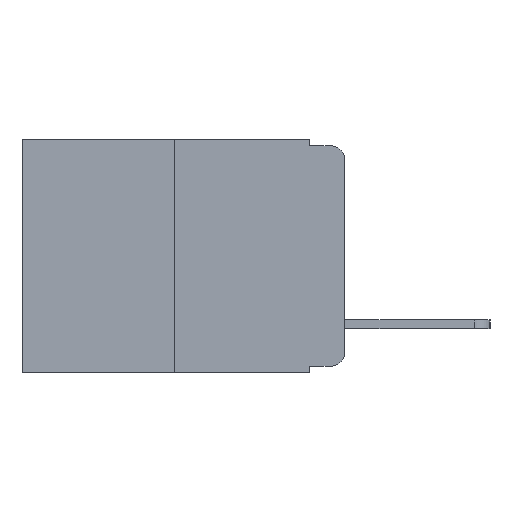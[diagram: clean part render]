
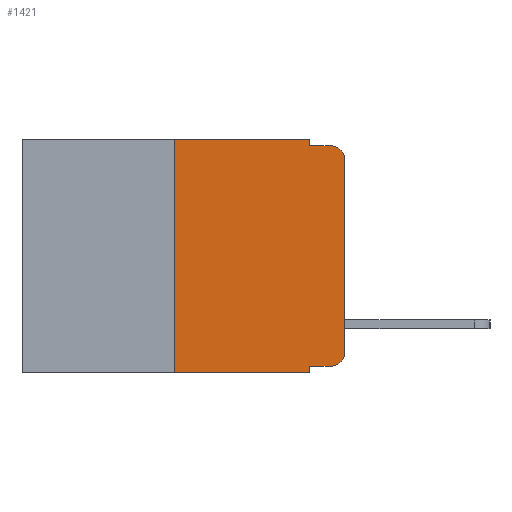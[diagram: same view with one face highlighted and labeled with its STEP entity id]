
A CAD part, left-side view. The second image highlights one B-rep face of the part: STEP entity #1421.
In plain terms, the highlighted planar face has unit normal (-1, 0, 0).
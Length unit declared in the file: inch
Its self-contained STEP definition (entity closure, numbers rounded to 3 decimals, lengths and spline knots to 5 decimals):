
#330 = LINE ( 'NONE', #10624, #8979 ) ;
#751 = VECTOR ( 'NONE', #11383, 39.37008 ) ;
#872 = CARTESIAN_POINT ( 'NONE',  ( 0., 0.051, 0. ) ) ;
#1096 = CARTESIAN_POINT ( 'NONE',  ( 0., 0., -0.313 ) ) ;
#1154 = LINE ( 'NONE', #14134, #12492 ) ;
#1247 = CARTESIAN_POINT ( 'NONE',  ( 0., 0.02, -0.333 ) ) ;
#1374 = CARTESIAN_POINT ( 'NONE',  ( 0., 0.25, 0. ) ) ;
#1421 = ADVANCED_FACE ( 'NONE', ( #7818 ), #11443, .F. ) ;
#1519 = AXIS2_PLACEMENT_3D ( 'NONE', #11522, #7908, #7895 ) ;
#1590 = CIRCLE ( 'NONE', #5525, 0.02 ) ;
#1678 = EDGE_LOOP ( 'NONE', ( #4430, #7325, #7670, #13303, #10921, #5829, #8682, #11552, #9031, #11855 ) ) ;
#1921 = LINE ( 'NONE', #10989, #13095 ) ;
#1948 = VECTOR ( 'NONE', #9101, 39.37008 ) ;
#2744 = EDGE_CURVE ( 'NONE', #14102, #9005, #1921, .T. ) ;
#2812 = DIRECTION ( 'NONE',  ( 0., 0., -1. ) ) ;
#2838 = VERTEX_POINT ( 'NONE', #1096 ) ;
#2893 = CARTESIAN_POINT ( 'NONE',  ( 0., 0.051, -0.01 ) ) ;
#3546 = EDGE_CURVE ( 'NONE', #10412, #10993, #4233, .T. ) ;
#3848 = DIRECTION ( 'NONE',  ( 0., -1., 0. ) ) ;
#3869 = VECTOR ( 'NONE', #10933, 39.37008 ) ;
#3900 = EDGE_CURVE ( 'NONE', #2838, #5205, #7461, .T. ) ;
#3920 = EDGE_CURVE ( 'NONE', #5205, #7566, #1590, .T. ) ;
#3924 = DIRECTION ( 'NONE',  ( -1., 0., 0. ) ) ;
#3935 = EDGE_CURVE ( 'NONE', #10032, #7566, #1154, .T. ) ;
#3953 = EDGE_CURVE ( 'NONE', #9005, #10032, #12159, .T. ) ;
#3957 = EDGE_CURVE ( 'NONE', #10412, #14102, #12813, .T. ) ;
#3979 = EDGE_CURVE ( 'NONE', #13579, #10993, #330, .T. ) ;
#3982 = EDGE_CURVE ( 'NONE', #13579, #4366, #11815, .T. ) ;
#4005 = EDGE_CURVE ( 'NONE', #4366, #2838, #14175, .T. ) ;
#4196 = DIRECTION ( 'NONE',  ( 0., -1., 0. ) ) ;
#4233 = LINE ( 'NONE', #4717, #7120 ) ;
#4366 = VERTEX_POINT ( 'NONE', #1247 ) ;
#4430 = ORIENTED_EDGE ( 'NONE', *, *, #3900, .T. ) ;
#4717 = CARTESIAN_POINT ( 'NONE',  ( 0., 0.473, -0.343 ) ) ;
#5205 = VERTEX_POINT ( 'NONE', #6390 ) ;
#5314 = CARTESIAN_POINT ( 'NONE',  ( 0., 0.25, -0.343 ) ) ;
#5525 = AXIS2_PLACEMENT_3D ( 'NONE', #13467, #3924, #2812 ) ;
#5829 = ORIENTED_EDGE ( 'NONE', *, *, #3957, .F. ) ;
#6390 = CARTESIAN_POINT ( 'NONE',  ( 0., 0., -0.03 ) ) ;
#6442 = VECTOR ( 'NONE', #13457, 39.37008 ) ;
#7061 = CARTESIAN_POINT ( 'NONE',  ( 0., 0., 0. ) ) ;
#7120 = VECTOR ( 'NONE', #3848, 39.37008 ) ;
#7325 = ORIENTED_EDGE ( 'NONE', *, *, #3920, .T. ) ;
#7461 = LINE ( 'NONE', #7061, #1948 ) ;
#7566 = VERTEX_POINT ( 'NONE', #8997 ) ;
#7670 = ORIENTED_EDGE ( 'NONE', *, *, #3935, .F. ) ;
#7818 = FACE_OUTER_BOUND ( 'NONE', #1678, .T. ) ;
#7895 = DIRECTION ( 'NONE',  ( 0., 0., -1. ) ) ;
#7908 = DIRECTION ( 'NONE',  ( 1., 0., 0. ) ) ;
#8220 = CARTESIAN_POINT ( 'NONE',  ( 0., 0.051, -0.343 ) ) ;
#8682 = ORIENTED_EDGE ( 'NONE', *, *, #3546, .T. ) ;
#8979 = VECTOR ( 'NONE', #9119, 39.37008 ) ;
#8997 = CARTESIAN_POINT ( 'NONE',  ( 0., 0.02, -0.01 ) ) ;
#9005 = VERTEX_POINT ( 'NONE', #872 ) ;
#9031 = ORIENTED_EDGE ( 'NONE', *, *, #3982, .T. ) ;
#9101 = DIRECTION ( 'NONE',  ( 0., 0., 1. ) ) ;
#9119 = DIRECTION ( 'NONE',  ( 0., 0., -1. ) ) ;
#9860 = AXIS2_PLACEMENT_3D ( 'NONE', #13747, #12505, #12521 ) ;
#10032 = VERTEX_POINT ( 'NONE', #2893 ) ;
#10412 = VERTEX_POINT ( 'NONE', #5314 ) ;
#10624 = CARTESIAN_POINT ( 'NONE',  ( 0., 0.051, 0. ) ) ;
#10671 = CARTESIAN_POINT ( 'NONE',  ( 0., 0.051, -0.333 ) ) ;
#10709 = CARTESIAN_POINT ( 'NONE',  ( 0., 0.25, 0. ) ) ;
#10921 = ORIENTED_EDGE ( 'NONE', *, *, #2744, .F. ) ;
#10933 = DIRECTION ( 'NONE',  ( 0., 0., -1. ) ) ;
#10989 = CARTESIAN_POINT ( 'NONE',  ( 0., 0.473, 0. ) ) ;
#10993 = VERTEX_POINT ( 'NONE', #8220 ) ;
#11146 = CARTESIAN_POINT ( 'NONE',  ( 0., 0.051, 0. ) ) ;
#11383 = DIRECTION ( 'NONE',  ( 0., -1., 0. ) ) ;
#11443 = PLANE ( 'NONE',  #1519 ) ;
#11522 = CARTESIAN_POINT ( 'NONE',  ( 0., 0.473, 0. ) ) ;
#11552 = ORIENTED_EDGE ( 'NONE', *, *, #3979, .F. ) ;
#11815 = LINE ( 'NONE', #10671, #751 ) ;
#11855 = ORIENTED_EDGE ( 'NONE', *, *, #4005, .T. ) ;
#12159 = LINE ( 'NONE', #11146, #3869 ) ;
#12492 = VECTOR ( 'NONE', #4196, 39.37008 ) ;
#12505 = DIRECTION ( 'NONE',  ( -1., 0., 0. ) ) ;
#12521 = DIRECTION ( 'NONE',  ( 0., 0., -1. ) ) ;
#12813 = LINE ( 'NONE', #1374, #6442 ) ;
#13012 = DIRECTION ( 'NONE',  ( 0., -1., 0. ) ) ;
#13095 = VECTOR ( 'NONE', #13012, 39.37008 ) ;
#13303 = ORIENTED_EDGE ( 'NONE', *, *, #3953, .F. ) ;
#13457 = DIRECTION ( 'NONE',  ( 0., 0., 1. ) ) ;
#13467 = CARTESIAN_POINT ( 'NONE',  ( 0., 0.02, -0.03 ) ) ;
#13579 = VERTEX_POINT ( 'NONE', #14023 ) ;
#13747 = CARTESIAN_POINT ( 'NONE',  ( 0., 0.02, -0.313 ) ) ;
#14023 = CARTESIAN_POINT ( 'NONE',  ( 0., 0.051, -0.333 ) ) ;
#14102 = VERTEX_POINT ( 'NONE', #10709 ) ;
#14134 = CARTESIAN_POINT ( 'NONE',  ( 0., 0.051, -0.01 ) ) ;
#14175 = CIRCLE ( 'NONE', #9860, 0.02 ) ;
